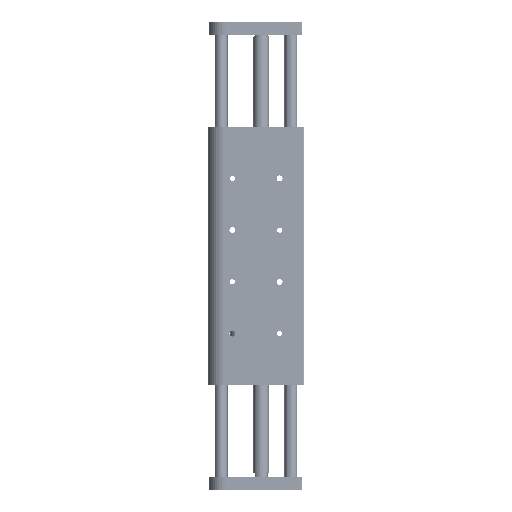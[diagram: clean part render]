
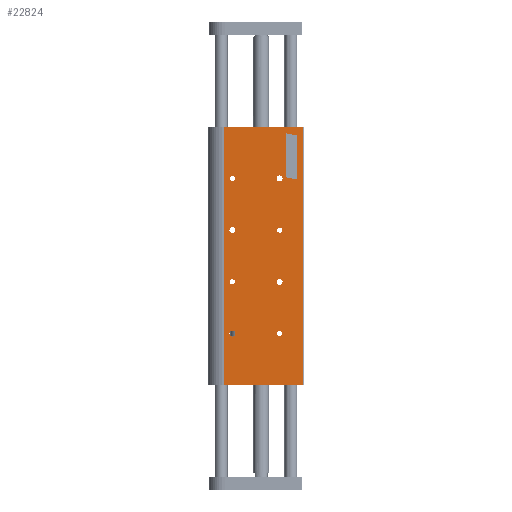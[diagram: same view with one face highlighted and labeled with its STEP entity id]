
A CAD part, left-side view. The second image highlights one B-rep face of the part: STEP entity #22824.
In plain terms, the highlighted planar face has unit normal (-1, 0, 0).
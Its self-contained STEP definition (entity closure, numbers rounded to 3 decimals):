
#733 = ORIENTED_EDGE ( 'NONE', *, *, #63765, .F. ) ;
#1870 = CARTESIAN_POINT ( 'NONE',  ( -12.5, 28.5, 0. ) ) ;
#2662 = EDGE_LOOP ( 'NONE', ( #733 ) ) ;
#2924 = DIRECTION ( 'NONE',  ( -1., 0., 0. ) ) ;
#3184 = FACE_BOUND ( 'NONE', #25538, .T. ) ;
#3570 = CARTESIAN_POINT ( 'NONE',  ( -12.5, -14.25, 118. ) ) ;
#3603 = EDGE_CURVE ( 'NONE', #16577, #32027, #89379, .T. ) ;
#4506 = DIRECTION ( 'NONE',  ( 0., 0., 1. ) ) ;
#5005 = VERTEX_POINT ( 'NONE', #38877 ) ;
#5071 = EDGE_CURVE ( 'NONE', #69535, #69535, #20328, .T. ) ;
#6407 = DIRECTION ( 'NONE',  ( -1., 0., 0. ) ) ;
#6720 = CARTESIAN_POINT ( 'NONE',  ( -12.5, -32.5, 0. ) ) ;
#6886 = ORIENTED_EDGE ( 'NONE', *, *, #78438, .T. ) ;
#7064 = VECTOR ( 'NONE', #86686, 1000. ) ;
#9616 = AXIS2_PLACEMENT_3D ( 'NONE', #16740, #2924, #31107 ) ;
#10142 = ORIENTED_EDGE ( 'NONE', *, *, #44294, .F. ) ;
#10273 = FACE_BOUND ( 'NONE', #69713, .T. ) ;
#10536 = DIRECTION ( 'NONE',  ( 0., 1., 0. ) ) ;
#12158 = EDGE_CURVE ( 'NONE', #65608, #29533, #88616, .T. ) ;
#12645 = AXIS2_PLACEMENT_3D ( 'NONE', #87885, #57764, #29183 ) ;
#12981 = VERTEX_POINT ( 'NONE', #34614 ) ;
#13933 = CARTESIAN_POINT ( 'NONE',  ( -12.5, 22.25, 42.3 ) ) ;
#14556 = CARTESIAN_POINT ( 'NONE',  ( -12.5, -27.916, 0. ) ) ;
#16040 = FACE_BOUND ( 'NONE', #67407, .T. ) ;
#16577 = VERTEX_POINT ( 'NONE', #93423 ) ;
#16740 = CARTESIAN_POINT ( 'NONE',  ( -12.5, -14.25, 80. ) ) ;
#18699 = VERTEX_POINT ( 'NONE', #71191 ) ;
#18799 = CIRCLE ( 'NONE', #72142, 2.3 ) ;
#18828 = VERTEX_POINT ( 'NONE', #55947 ) ;
#19067 = CARTESIAN_POINT ( 'NONE',  ( -12.5, -18.931, 161.015 ) ) ;
#19724 = CARTESIAN_POINT ( 'NONE',  ( -12.5, -33.6, 157.894 ) ) ;
#20328 = CIRCLE ( 'NONE', #43203, 2. ) ;
#20571 = DIRECTION ( 'NONE',  ( 0., 0., -1. ) ) ;
#21115 = EDGE_CURVE ( 'NONE', #63632, #63632, #59319, .T. ) ;
#21157 = VERTEX_POINT ( 'NONE', #55054 ) ;
#21991 = DIRECTION ( 'NONE',  ( 0., -0.978, -0.208 ) ) ;
#22824 = ADVANCED_FACE ( 'NONE', ( #3184, #53216, #46547, #16040, #25558, #68573, #10273, #39418, #81485, #32780 ), #68093, .F. ) ;
#22922 = AXIS2_PLACEMENT_3D ( 'NONE', #35352, #85973, #20571 ) ;
#23198 = DIRECTION ( 'NONE',  ( 0., 0., 1. ) ) ;
#24776 = ORIENTED_EDGE ( 'NONE', *, *, #57136, .F. ) ;
#25538 = EDGE_LOOP ( 'NONE', ( #74257 ) ) ;
#25558 = FACE_BOUND ( 'NONE', #34040, .T. ) ;
#25869 = ORIENTED_EDGE ( 'NONE', *, *, #70790, .F. ) ;
#26905 = LINE ( 'NONE', #19724, #85882 ) ;
#26943 = DIRECTION ( 'NONE',  ( -1., 0., 0. ) ) ;
#27953 = EDGE_LOOP ( 'NONE', ( #64619 ) ) ;
#27996 = CARTESIAN_POINT ( 'NONE',  ( -12.5, 28.5, 200. ) ) ;
#28780 = AXIS2_PLACEMENT_3D ( 'NONE', #74794, #30866, #59961 ) ;
#29183 = DIRECTION ( 'NONE',  ( 0., 0., -1. ) ) ;
#29533 = VERTEX_POINT ( 'NONE', #50253 ) ;
#30781 = CARTESIAN_POINT ( 'NONE',  ( -12.5, 22.25, 158. ) ) ;
#30866 = DIRECTION ( 'NONE',  ( 1., 0., 0. ) ) ;
#31107 = DIRECTION ( 'NONE',  ( 0., 0., 1. ) ) ;
#32027 = VERTEX_POINT ( 'NONE', #80611 ) ;
#32220 = ORIENTED_EDGE ( 'NONE', *, *, #53779, .T. ) ;
#32718 = VECTOR ( 'NONE', #23198, 1000. ) ;
#32780 = FACE_BOUND ( 'NONE', #88205, .T. ) ;
#34040 = EDGE_LOOP ( 'NONE', ( #10142 ) ) ;
#34614 = CARTESIAN_POINT ( 'NONE',  ( -12.5, -32.5, 0. ) ) ;
#35352 = CARTESIAN_POINT ( 'NONE',  ( -12.5, 22.25, 80. ) ) ;
#35408 = DIRECTION ( 'NONE',  ( 0., 0., 1. ) ) ;
#35457 = DIRECTION ( 'NONE',  ( 0., 0., -1. ) ) ;
#36290 = DIRECTION ( 'NONE',  ( 0., 0., 1. ) ) ;
#38877 = CARTESIAN_POINT ( 'NONE',  ( -12.5, -27.916, 193.128 ) ) ;
#39418 = FACE_BOUND ( 'NONE', #57609, .T. ) ;
#39612 = LINE ( 'NONE', #53411, #86801 ) ;
#41079 = CIRCLE ( 'NONE', #94419, 2. ) ;
#41733 = CARTESIAN_POINT ( 'NONE',  ( -12.5, 22.25, 120. ) ) ;
#41797 = CARTESIAN_POINT ( 'NONE',  ( -12.5, -14.25, 38. ) ) ;
#43203 = AXIS2_PLACEMENT_3D ( 'NONE', #49734, #71777, #35457 ) ;
#43975 = ORIENTED_EDGE ( 'NONE', *, *, #3603, .T. ) ;
#44294 = EDGE_CURVE ( 'NONE', #85953, #85953, #55275, .T. ) ;
#44609 = LINE ( 'NONE', #14556, #52190 ) ;
#45883 = CARTESIAN_POINT ( 'NONE',  ( -12.5, 28.5, 200. ) ) ;
#46547 = FACE_BOUND ( 'NONE', #27953, .T. ) ;
#47400 = CARTESIAN_POINT ( 'NONE',  ( -12.5, -14.25, 162.3 ) ) ;
#49734 = CARTESIAN_POINT ( 'NONE',  ( -12.5, -14.25, 40. ) ) ;
#50253 = CARTESIAN_POINT ( 'NONE',  ( -12.5, -18.931, 195.041 ) ) ;
#51723 = DIRECTION ( 'NONE',  ( 1., 0., 0. ) ) ;
#52190 = VECTOR ( 'NONE', #59893, 1000. ) ;
#53216 = FACE_BOUND ( 'NONE', #93889, .T. ) ;
#53349 = CIRCLE ( 'NONE', #22922, 2. ) ;
#53411 = CARTESIAN_POINT ( 'NONE',  ( -12.5, 28.5, 0. ) ) ;
#53779 = EDGE_CURVE ( 'NONE', #32027, #56389, #57509, .T. ) ;
#54418 = ORIENTED_EDGE ( 'NONE', *, *, #21115, .F. ) ;
#55054 = CARTESIAN_POINT ( 'NONE',  ( -12.5, -27.916, 159.104 ) ) ;
#55275 = CIRCLE ( 'NONE', #9616, 2.3 ) ;
#55946 = DIRECTION ( 'NONE',  ( 0., 0.978, 0.208 ) ) ;
#55947 = CARTESIAN_POINT ( 'NONE',  ( -12.5, 22.25, 122.3 ) ) ;
#56389 = VERTEX_POINT ( 'NONE', #1870 ) ;
#56745 = VECTOR ( 'NONE', #10536, 1000. ) ;
#57136 = EDGE_CURVE ( 'NONE', #12981, #56389, #39612, .T. ) ;
#57509 = LINE ( 'NONE', #27996, #7064 ) ;
#57609 = EDGE_LOOP ( 'NONE', ( #54418 ) ) ;
#57764 = DIRECTION ( 'NONE',  ( 1., 0., 0. ) ) ;
#57898 = CARTESIAN_POINT ( 'NONE',  ( -12.5, 22.25, 40. ) ) ;
#58251 = CARTESIAN_POINT ( 'NONE',  ( -12.5, -40.548, 190.438 ) ) ;
#58299 = EDGE_CURVE ( 'NONE', #29533, #5005, #81220, .T. ) ;
#59237 = ORIENTED_EDGE ( 'NONE', *, *, #82932, .T. ) ;
#59319 = CIRCLE ( 'NONE', #92944, 2.3 ) ;
#59369 = EDGE_CURVE ( 'NONE', #61313, #61313, #41079, .T. ) ;
#59893 = DIRECTION ( 'NONE',  ( 0., 0., -1. ) ) ;
#59961 = DIRECTION ( 'NONE',  ( 0., 1., 0. ) ) ;
#61020 = ORIENTED_EDGE ( 'NONE', *, *, #83092, .T. ) ;
#61313 = VERTEX_POINT ( 'NONE', #3570 ) ;
#63164 = EDGE_CURVE ( 'NONE', #67038, #67038, #66006, .T. ) ;
#63632 = VERTEX_POINT ( 'NONE', #47400 ) ;
#63765 = EDGE_CURVE ( 'NONE', #18828, #18828, #87412, .T. ) ;
#64619 = ORIENTED_EDGE ( 'NONE', *, *, #59369, .T. ) ;
#65608 = VERTEX_POINT ( 'NONE', #19067 ) ;
#65868 = CARTESIAN_POINT ( 'NONE',  ( -12.5, -14.25, 82.3 ) ) ;
#66006 = CIRCLE ( 'NONE', #12645, 2. ) ;
#67038 = VERTEX_POINT ( 'NONE', #30781 ) ;
#67407 = EDGE_LOOP ( 'NONE', ( #75119 ) ) ;
#67605 = CARTESIAN_POINT ( 'NONE',  ( -12.5, -18.931, 0. ) ) ;
#68093 = PLANE ( 'NONE',  #28780 ) ;
#68573 = FACE_BOUND ( 'NONE', #2662, .T. ) ;
#69535 = VERTEX_POINT ( 'NONE', #41797 ) ;
#69713 = EDGE_LOOP ( 'NONE', ( #25869 ) ) ;
#70790 = EDGE_CURVE ( 'NONE', #79398, #79398, #18799, .T. ) ;
#71053 = ORIENTED_EDGE ( 'NONE', *, *, #12158, .T. ) ;
#71191 = CARTESIAN_POINT ( 'NONE',  ( -12.5, 22.25, 78. ) ) ;
#71632 = ORIENTED_EDGE ( 'NONE', *, *, #85724, .T. ) ;
#71777 = DIRECTION ( 'NONE',  ( 1., 0., 0. ) ) ;
#72142 = AXIS2_PLACEMENT_3D ( 'NONE', #57898, #6407, #80400 ) ;
#74257 = ORIENTED_EDGE ( 'NONE', *, *, #63164, .T. ) ;
#74794 = CARTESIAN_POINT ( 'NONE',  ( -12.5, 28.5, 0. ) ) ;
#75119 = ORIENTED_EDGE ( 'NONE', *, *, #5071, .T. ) ;
#78438 = EDGE_CURVE ( 'NONE', #18699, #18699, #53349, .T. ) ;
#79398 = VERTEX_POINT ( 'NONE', #13933 ) ;
#80400 = DIRECTION ( 'NONE',  ( 0., 0., 1. ) ) ;
#80611 = CARTESIAN_POINT ( 'NONE',  ( -12.5, 28.5, 200. ) ) ;
#80616 = VECTOR ( 'NONE', #21991, 1000. ) ;
#80916 = DIRECTION ( 'NONE',  ( 0., 0., -1. ) ) ;
#81220 = LINE ( 'NONE', #58251, #80616 ) ;
#81485 = FACE_OUTER_BOUND ( 'NONE', #93080, .T. ) ;
#82932 = EDGE_CURVE ( 'NONE', #5005, #21157, #44609, .T. ) ;
#83086 = DIRECTION ( 'NONE',  ( 0., 1., 0. ) ) ;
#83092 = EDGE_CURVE ( 'NONE', #12981, #16577, #93197, .T. ) ;
#83892 = ORIENTED_EDGE ( 'NONE', *, *, #58299, .T. ) ;
#84365 = AXIS2_PLACEMENT_3D ( 'NONE', #41733, #26943, #4506 ) ;
#85724 = EDGE_CURVE ( 'NONE', #21157, #65608, #26905, .T. ) ;
#85825 = VECTOR ( 'NONE', #36290, 1000. ) ;
#85882 = VECTOR ( 'NONE', #55946, 1000. ) ;
#85953 = VERTEX_POINT ( 'NONE', #65868 ) ;
#85973 = DIRECTION ( 'NONE',  ( 1., 0., 0. ) ) ;
#86025 = CARTESIAN_POINT ( 'NONE',  ( -12.5, -14.25, 160. ) ) ;
#86686 = DIRECTION ( 'NONE',  ( 0., 0., -1. ) ) ;
#86801 = VECTOR ( 'NONE', #83086, 1000. ) ;
#86964 = DIRECTION ( 'NONE',  ( -1., 0., 0. ) ) ;
#87412 = CIRCLE ( 'NONE', #84365, 2.3 ) ;
#87885 = CARTESIAN_POINT ( 'NONE',  ( -12.5, 22.25, 160. ) ) ;
#88205 = EDGE_LOOP ( 'NONE', ( #59237, #71632, #71053, #83892 ) ) ;
#88616 = LINE ( 'NONE', #67605, #32718 ) ;
#89379 = LINE ( 'NONE', #45883, #56745 ) ;
#89508 = CARTESIAN_POINT ( 'NONE',  ( -12.5, -14.25, 120. ) ) ;
#92944 = AXIS2_PLACEMENT_3D ( 'NONE', #86025, #86964, #35408 ) ;
#93080 = EDGE_LOOP ( 'NONE', ( #24776, #61020, #43975, #32220 ) ) ;
#93197 = LINE ( 'NONE', #6720, #85825 ) ;
#93423 = CARTESIAN_POINT ( 'NONE',  ( -12.5, -32.5, 200. ) ) ;
#93889 = EDGE_LOOP ( 'NONE', ( #6886 ) ) ;
#94419 = AXIS2_PLACEMENT_3D ( 'NONE', #89508, #51723, #80916 ) ;
